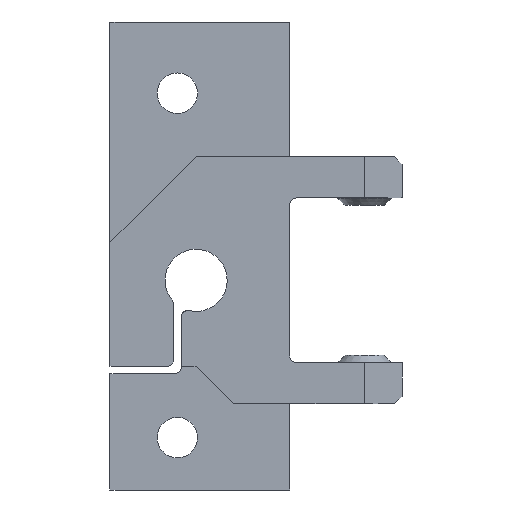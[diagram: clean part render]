
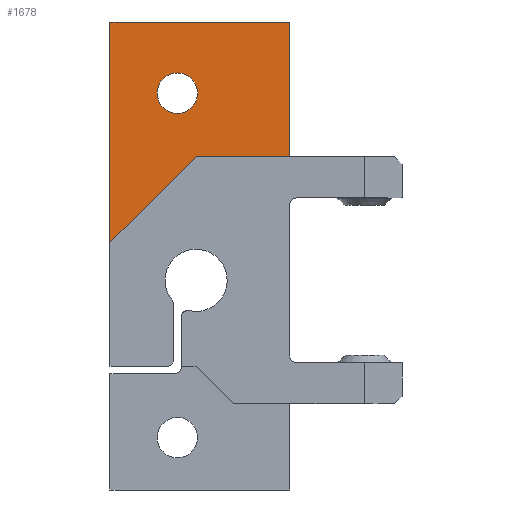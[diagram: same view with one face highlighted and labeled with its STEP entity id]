
A CAD part, front view. The second image highlights one B-rep face of the part: STEP entity #1678.
In plain terms, the highlighted planar face has unit normal (0, -1, 0).
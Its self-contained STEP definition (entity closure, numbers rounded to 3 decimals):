
#57 = VERTEX_POINT('',#58);
#58 = CARTESIAN_POINT('',(12.5,0.,16.5));
#72 = PLANE('',#73);
#73 = AXIS2_PLACEMENT_3D('',#74,#75,#76);
#74 = CARTESIAN_POINT('',(9.673,0.,
    -0.168));
#75 = DIRECTION('',(-0.,-1.,0.));
#76 = DIRECTION('',(0.,0.,-1.));
#100 = PLANE('',#101);
#101 = AXIS2_PLACEMENT_3D('',#102,#103,#104);
#102 = CARTESIAN_POINT('',(12.5,0.,16.5));
#103 = DIRECTION('',(-1.,0.,0.));
#104 = DIRECTION('',(0.,0.,-1.));
#953 = VERTEX_POINT('',#954);
#954 = CARTESIAN_POINT('',(-11.5,0.,5.));
#980 = EDGE_CURVE('',#953,#981,#983,.T.);
#981 = VERTEX_POINT('',#982);
#982 = CARTESIAN_POINT('',(0.,0.,16.5));
#983 = SURFACE_CURVE('',#984,(#988,#995),.PCURVE_S1.);
#984 = LINE('',#985,#986);
#985 = CARTESIAN_POINT('',(-11.5,0.,5.));
#986 = VECTOR('',#987,1.);
#987 = DIRECTION('',(0.707,0.,0.707));
#988 = PCURVE('',#72,#989);
#989 = DEFINITIONAL_REPRESENTATION('',(#990),#994);
#990 = LINE('',#991,#992);
#991 = CARTESIAN_POINT('',(-5.168,-21.173));
#992 = VECTOR('',#993,1.);
#993 = DIRECTION('',(-0.707,0.707));
#994 = ( GEOMETRIC_REPRESENTATION_CONTEXT(2) 
PARAMETRIC_REPRESENTATION_CONTEXT() REPRESENTATION_CONTEXT('2D SPACE',''
  ) );
#995 = PCURVE('',#996,#1001);
#996 = PLANE('',#997);
#997 = AXIS2_PLACEMENT_3D('',#998,#999,#1000);
#998 = CARTESIAN_POINT('',(-1.173,0.,
    22.448));
#999 = DIRECTION('',(-0.,-1.,0.));
#1000 = DIRECTION('',(0.,0.,-1.));
#1001 = DEFINITIONAL_REPRESENTATION('',(#1002),#1006);
#1002 = LINE('',#1003,#1004);
#1003 = CARTESIAN_POINT('',(17.448,-10.327));
#1004 = VECTOR('',#1005,1.);
#1005 = DIRECTION('',(-0.707,0.707));
#1006 = ( GEOMETRIC_REPRESENTATION_CONTEXT(2) 
PARAMETRIC_REPRESENTATION_CONTEXT() REPRESENTATION_CONTEXT('2D SPACE',''
  ) );
#1008 = EDGE_CURVE('',#981,#57,#1009,.T.);
#1009 = SURFACE_CURVE('',#1010,(#1014,#1021),.PCURVE_S1.);
#1010 = LINE('',#1011,#1012);
#1011 = CARTESIAN_POINT('',(0.,0.,16.5));
#1012 = VECTOR('',#1013,1.);
#1013 = DIRECTION('',(1.,0.,0.));
#1014 = PCURVE('',#72,#1015);
#1015 = DEFINITIONAL_REPRESENTATION('',(#1016),#1020);
#1016 = LINE('',#1017,#1018);
#1017 = CARTESIAN_POINT('',(-16.668,-9.673));
#1018 = VECTOR('',#1019,1.);
#1019 = DIRECTION('',(-0.,1.));
#1020 = ( GEOMETRIC_REPRESENTATION_CONTEXT(2) 
PARAMETRIC_REPRESENTATION_CONTEXT() REPRESENTATION_CONTEXT('2D SPACE',''
  ) );
#1021 = PCURVE('',#996,#1022);
#1022 = DEFINITIONAL_REPRESENTATION('',(#1023),#1027);
#1023 = LINE('',#1024,#1025);
#1024 = CARTESIAN_POINT('',(5.948,1.173));
#1025 = VECTOR('',#1026,1.);
#1026 = DIRECTION('',(-0.,1.));
#1027 = ( GEOMETRIC_REPRESENTATION_CONTEXT(2) 
PARAMETRIC_REPRESENTATION_CONTEXT() REPRESENTATION_CONTEXT('2D SPACE',''
  ) );
#1112 = VERTEX_POINT('',#1113);
#1113 = CARTESIAN_POINT('',(12.5,0.,34.5));
#1127 = PLANE('',#1128);
#1128 = AXIS2_PLACEMENT_3D('',#1129,#1130,#1131);
#1129 = CARTESIAN_POINT('',(-11.5,0.,34.5));
#1130 = DIRECTION('',(0.,0.,1.));
#1131 = DIRECTION('',(-1.,0.,0.));
#1139 = EDGE_CURVE('',#57,#1112,#1140,.T.);
#1140 = SURFACE_CURVE('',#1141,(#1145,#1152),.PCURVE_S1.);
#1141 = LINE('',#1142,#1143);
#1142 = CARTESIAN_POINT('',(12.5,0.,16.5));
#1143 = VECTOR('',#1144,1.);
#1144 = DIRECTION('',(0.,0.,1.));
#1145 = PCURVE('',#100,#1146);
#1146 = DEFINITIONAL_REPRESENTATION('',(#1147),#1151);
#1147 = LINE('',#1148,#1149);
#1148 = CARTESIAN_POINT('',(-0.,0.));
#1149 = VECTOR('',#1150,1.);
#1150 = DIRECTION('',(-1.,0.));
#1151 = ( GEOMETRIC_REPRESENTATION_CONTEXT(2) 
PARAMETRIC_REPRESENTATION_CONTEXT() REPRESENTATION_CONTEXT('2D SPACE',''
  ) );
#1152 = PCURVE('',#996,#1153);
#1153 = DEFINITIONAL_REPRESENTATION('',(#1154),#1158);
#1154 = LINE('',#1155,#1156);
#1155 = CARTESIAN_POINT('',(5.948,13.673));
#1156 = VECTOR('',#1157,1.);
#1157 = DIRECTION('',(-1.,0.));
#1158 = ( GEOMETRIC_REPRESENTATION_CONTEXT(2) 
PARAMETRIC_REPRESENTATION_CONTEXT() REPRESENTATION_CONTEXT('2D SPACE',''
  ) );
#1324 = PLANE('',#1325);
#1325 = AXIS2_PLACEMENT_3D('',#1326,#1327,#1328);
#1326 = CARTESIAN_POINT('',(-11.5,0.,34.5));
#1327 = DIRECTION('',(1.,0.,0.));
#1328 = DIRECTION('',(0.,0.,1.));
#1400 = CYLINDRICAL_SURFACE('',#1401,2.7);
#1401 = AXIS2_PLACEMENT_3D('',#1402,#1403,#1404);
#1402 = CARTESIAN_POINT('',(-2.5,0.,25.));
#1403 = DIRECTION('',(0.,-1.,0.));
#1404 = DIRECTION('',(1.,0.,0.));
#1678 = ADVANCED_FACE('',(#1679,#1728),#996,.T.);
#1679 = FACE_BOUND('',#1680,.F.);
#1680 = EDGE_LOOP('',(#1681,#1704,#1725,#1726,#1727));
#1681 = ORIENTED_EDGE('',*,*,#1682,.F.);
#1682 = EDGE_CURVE('',#1683,#953,#1685,.T.);
#1683 = VERTEX_POINT('',#1684);
#1684 = CARTESIAN_POINT('',(-11.5,0.,34.5));
#1685 = SURFACE_CURVE('',#1686,(#1690,#1697),.PCURVE_S1.);
#1686 = LINE('',#1687,#1688);
#1687 = CARTESIAN_POINT('',(-11.5,0.,34.5));
#1688 = VECTOR('',#1689,1.);
#1689 = DIRECTION('',(-0.,0.,-1.));
#1690 = PCURVE('',#996,#1691);
#1691 = DEFINITIONAL_REPRESENTATION('',(#1692),#1696);
#1692 = LINE('',#1693,#1694);
#1693 = CARTESIAN_POINT('',(-12.052,-10.327));
#1694 = VECTOR('',#1695,1.);
#1695 = DIRECTION('',(1.,-0.));
#1696 = ( GEOMETRIC_REPRESENTATION_CONTEXT(2) 
PARAMETRIC_REPRESENTATION_CONTEXT() REPRESENTATION_CONTEXT('2D SPACE',''
  ) );
#1697 = PCURVE('',#1324,#1698);
#1698 = DEFINITIONAL_REPRESENTATION('',(#1699),#1703);
#1699 = LINE('',#1700,#1701);
#1700 = CARTESIAN_POINT('',(0.,-0.));
#1701 = VECTOR('',#1702,1.);
#1702 = DIRECTION('',(-1.,0.));
#1703 = ( GEOMETRIC_REPRESENTATION_CONTEXT(2) 
PARAMETRIC_REPRESENTATION_CONTEXT() REPRESENTATION_CONTEXT('2D SPACE',''
  ) );
#1704 = ORIENTED_EDGE('',*,*,#1705,.T.);
#1705 = EDGE_CURVE('',#1683,#1112,#1706,.T.);
#1706 = SURFACE_CURVE('',#1707,(#1711,#1718),.PCURVE_S1.);
#1707 = LINE('',#1708,#1709);
#1708 = CARTESIAN_POINT('',(-11.5,0.,34.5));
#1709 = VECTOR('',#1710,1.);
#1710 = DIRECTION('',(1.,0.,0.));
#1711 = PCURVE('',#996,#1712);
#1712 = DEFINITIONAL_REPRESENTATION('',(#1713),#1717);
#1713 = LINE('',#1714,#1715);
#1714 = CARTESIAN_POINT('',(-12.052,-10.327));
#1715 = VECTOR('',#1716,1.);
#1716 = DIRECTION('',(-0.,1.));
#1717 = ( GEOMETRIC_REPRESENTATION_CONTEXT(2) 
PARAMETRIC_REPRESENTATION_CONTEXT() REPRESENTATION_CONTEXT('2D SPACE',''
  ) );
#1718 = PCURVE('',#1127,#1719);
#1719 = DEFINITIONAL_REPRESENTATION('',(#1720),#1724);
#1720 = LINE('',#1721,#1722);
#1721 = CARTESIAN_POINT('',(-0.,0.));
#1722 = VECTOR('',#1723,1.);
#1723 = DIRECTION('',(-1.,0.));
#1724 = ( GEOMETRIC_REPRESENTATION_CONTEXT(2) 
PARAMETRIC_REPRESENTATION_CONTEXT() REPRESENTATION_CONTEXT('2D SPACE',''
  ) );
#1725 = ORIENTED_EDGE('',*,*,#1139,.F.);
#1726 = ORIENTED_EDGE('',*,*,#1008,.F.);
#1727 = ORIENTED_EDGE('',*,*,#980,.F.);
#1728 = FACE_BOUND('',#1729,.F.);
#1729 = EDGE_LOOP('',(#1730));
#1730 = ORIENTED_EDGE('',*,*,#1731,.T.);
#1731 = EDGE_CURVE('',#1732,#1732,#1734,.T.);
#1732 = VERTEX_POINT('',#1733);
#1733 = CARTESIAN_POINT('',(0.2,0.,25.));
#1734 = SURFACE_CURVE('',#1735,(#1740,#1747),.PCURVE_S1.);
#1735 = CIRCLE('',#1736,2.7);
#1736 = AXIS2_PLACEMENT_3D('',#1737,#1738,#1739);
#1737 = CARTESIAN_POINT('',(-2.5,0.,25.));
#1738 = DIRECTION('',(0.,-1.,0.));
#1739 = DIRECTION('',(1.,0.,0.));
#1740 = PCURVE('',#996,#1741);
#1741 = DEFINITIONAL_REPRESENTATION('',(#1742),#1746);
#1742 = CIRCLE('',#1743,2.7);
#1743 = AXIS2_PLACEMENT_2D('',#1744,#1745);
#1744 = CARTESIAN_POINT('',(-2.552,-1.327));
#1745 = DIRECTION('',(-0.,1.));
#1746 = ( GEOMETRIC_REPRESENTATION_CONTEXT(2) 
PARAMETRIC_REPRESENTATION_CONTEXT() REPRESENTATION_CONTEXT('2D SPACE',''
  ) );
#1747 = PCURVE('',#1400,#1748);
#1748 = DEFINITIONAL_REPRESENTATION('',(#1749),#1753);
#1749 = LINE('',#1750,#1751);
#1750 = CARTESIAN_POINT('',(0.,0.));
#1751 = VECTOR('',#1752,1.);
#1752 = DIRECTION('',(1.,0.));
#1753 = ( GEOMETRIC_REPRESENTATION_CONTEXT(2) 
PARAMETRIC_REPRESENTATION_CONTEXT() REPRESENTATION_CONTEXT('2D SPACE',''
  ) );
